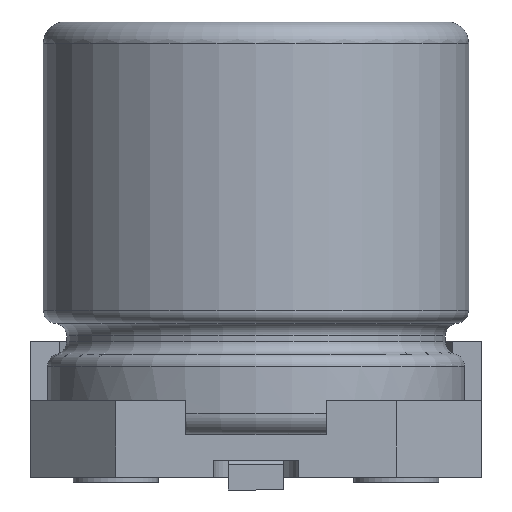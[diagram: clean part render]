
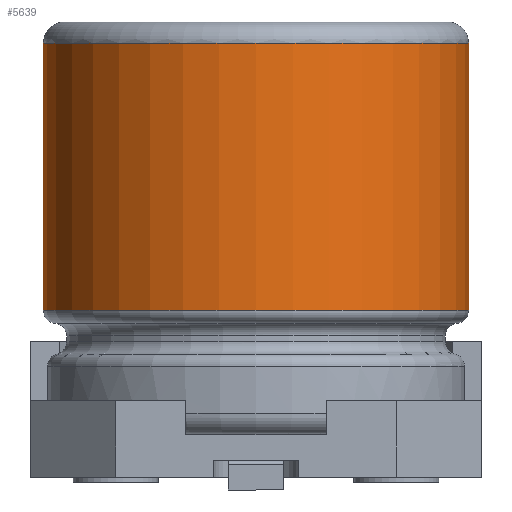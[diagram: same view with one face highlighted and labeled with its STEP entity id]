
A CAD part, left-side view. The second image highlights one B-rep face of the part: STEP entity #5639.
In plain terms, the highlighted cylindrical face has radius 2.5 mm (diameter 5 mm), a full revolution.
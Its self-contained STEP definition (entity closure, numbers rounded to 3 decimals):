
#108=CYLINDRICAL_SURFACE('',#5965,2.5);
#2040=ORIENTED_EDGE('',*,*,#2634,.T.);
#2041=ORIENTED_EDGE('',*,*,#2633,.T.);
#2633=EDGE_CURVE('',#3023,#3023,#3136,.T.);
#2634=EDGE_CURVE('',#3024,#3024,#3137,.T.);
#3023=VERTEX_POINT('',#8835);
#3024=VERTEX_POINT('',#8838);
#3136=CIRCLE('',#5964,2.5);
#3137=CIRCLE('',#5966,2.5);
#3407=EDGE_LOOP('',(#2040));
#3408=EDGE_LOOP('',(#2041));
#3682=FACE_BOUND('',#3407,.T.);
#3683=FACE_BOUND('',#3408,.T.);
#5639=ADVANCED_FACE('',(#3682,#3683),#108,.T.);
#5964=AXIS2_PLACEMENT_3D('',#8834,#7025,#7026);
#5965=AXIS2_PLACEMENT_3D('',#8836,#7027,#7028);
#5966=AXIS2_PLACEMENT_3D('',#8837,#7029,#7030);
#7025=DIRECTION('',(0.,0.,-1.));
#7026=DIRECTION('',(0.,1.,0.));
#7027=DIRECTION('',(0.,0.,-1.));
#7028=DIRECTION('',(0.,-1.,0.));
#7029=DIRECTION('',(0.,0.,1.));
#7030=DIRECTION('',(0.,-1.,0.));
#8834=CARTESIAN_POINT('',(0.,0.,5.1));
#8835=CARTESIAN_POINT('',(0.,2.5,5.1));
#8836=CARTESIAN_POINT('',(0.,0.,10.4));
#8837=CARTESIAN_POINT('',(0.,0.,1.96));
#8838=CARTESIAN_POINT('',(0.,-2.5,1.96));
